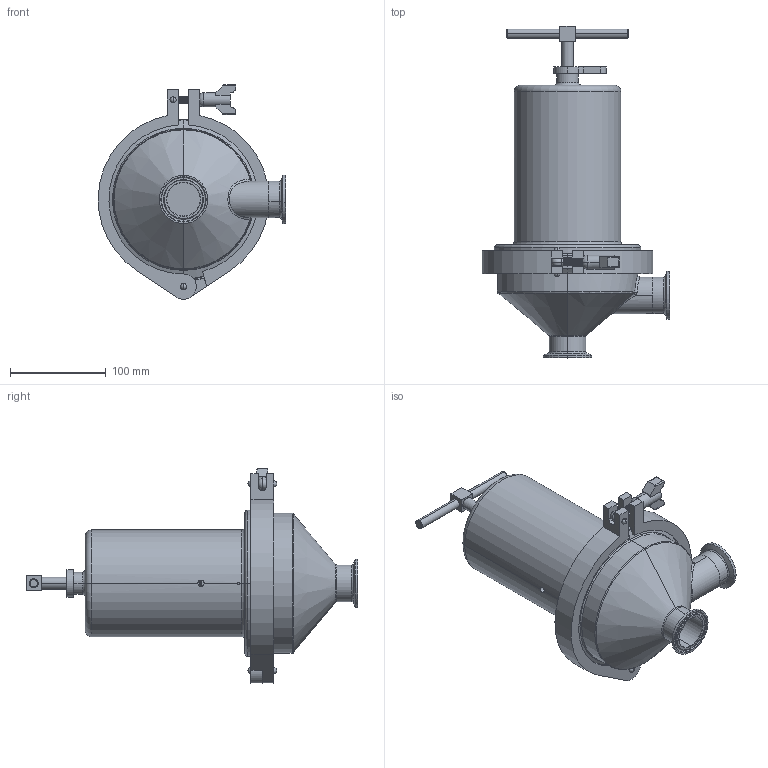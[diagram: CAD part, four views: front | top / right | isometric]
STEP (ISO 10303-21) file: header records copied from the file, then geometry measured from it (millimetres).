
FILE_DESCRIPTION (( 'STEP AP203' ), '1' );
FILE_NAME ('FB6C-150.STEP', '2019-05-21T12:09:37', ( '' ), ( '' ), 'SwSTEP 2.0', 'SolidWorks 2018', '' );
FILE_SCHEMA (( 'CONFIG_CONTROL_DESIGN' ));
Length unit declared in the file: inch
Products named in the file (2): FB6C-150
Bounding box: 195.42 x 345.86 x 223.48 mm (x, y, z)
Volume: 2009296.5 mm3; surface area: 377800.6 mm2
Topology: 2 solids, 2 shells, 362 faces, 889 edges, 558 vertices
Faces by surface type: cylinder 153, plane 93, torus 58, cone 34, sphere 14, bspline 10
Entity records: 20240 total; most frequent: CARTESIAN_POINT 11568, DIRECTION 1873, ORIENTED_EDGE 1770, EDGE_CURVE 885, AXIS2_PLACEMENT_3D 773, VERTEX_POINT 556, CIRCLE 419, EDGE_LOOP 399
